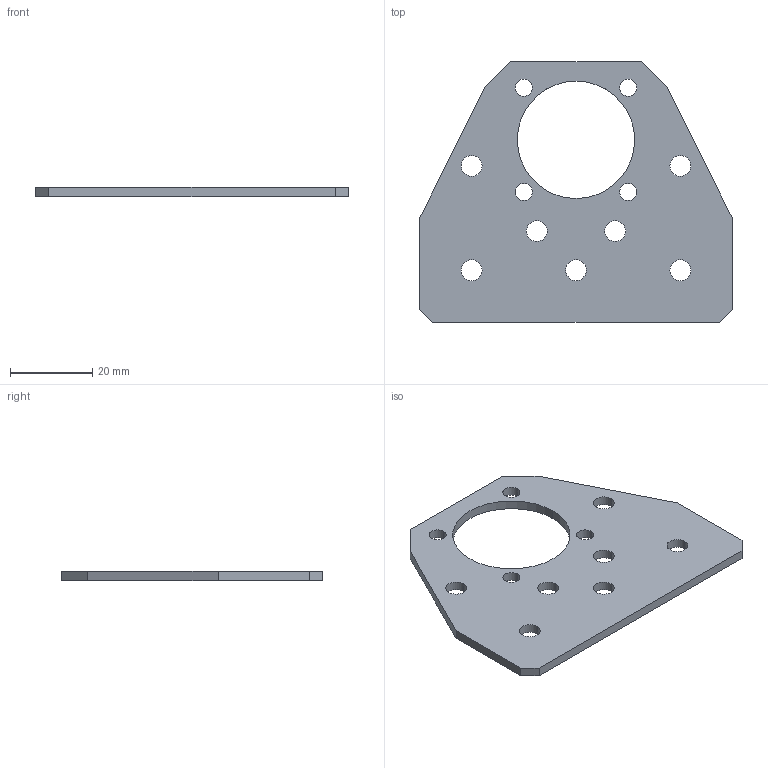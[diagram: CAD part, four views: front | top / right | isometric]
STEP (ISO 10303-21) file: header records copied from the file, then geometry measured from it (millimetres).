
FILE_DESCRIPTION (( 'STEP AP203' ), '1' );
FILE_NAME ('REV-21-1010.STEP', '2014-12-23T16:33:04', ( 'M4600' ), ( 'Windows User' ), 'SwSTEP 2.0', 'SolidWorks 2013', '' );
FILE_SCHEMA (( 'CONFIG_CONTROL_DESIGN' ));
Length unit declared in the file: inch
Products named in the file (1): REV-21-1010
Bounding box: 76.2 x 63.5 x 2.29 mm (x, y, z)
Volume: 7418 mm3; surface area: 7627.9 mm2
Topology: 1 solids, 1 shells, 36 faces, 102 edges, 68 vertices
Faces by surface type: cylinder 24, plane 12
Entity records: 1321 total; most frequent: DIRECTION 224, CARTESIAN_POINT 207, ORIENTED_EDGE 204, EDGE_CURVE 102, AXIS2_PLACEMENT_3D 85, VERTEX_POINT 68, EDGE_LOOP 60, LINE 54
